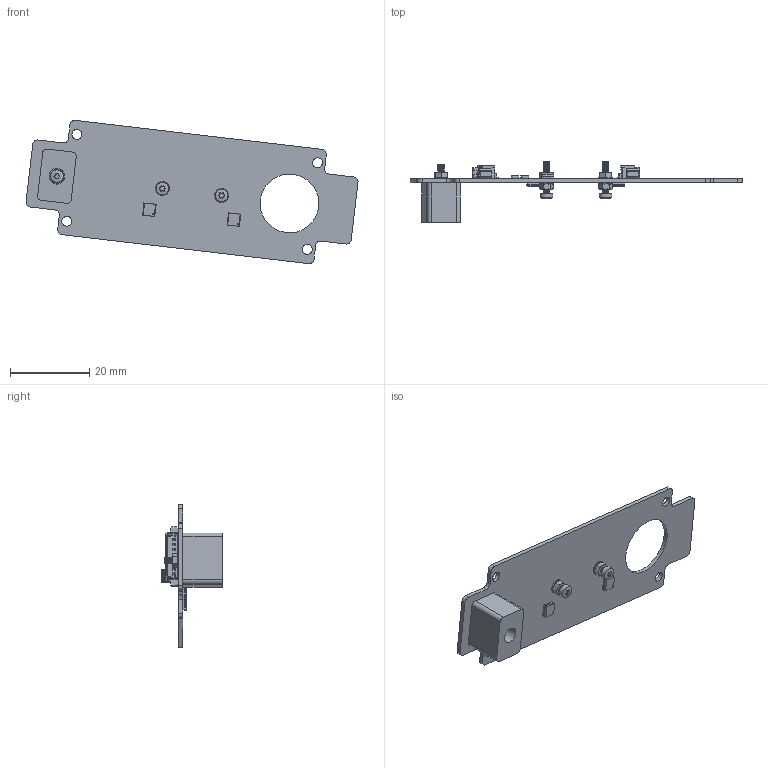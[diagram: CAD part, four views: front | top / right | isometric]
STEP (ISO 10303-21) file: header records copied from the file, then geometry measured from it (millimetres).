
FILE_DESCRIPTION(/* description */ (''),/* implementation_level */ '2;1');
FILE_NAME(/* name */ 'Placa B2 v2.stp',/* time_stamp */ '2020-06-16T00:18:17-04:00',/* author */ ('javic'),/* organization */ (''),/* preprocessor_version */ 'ST-DEVELOPER v18.1',/* originating_system */ 'Autodesk Inventor 2020',/* authorisation */ '');
FILE_SCHEMA (('AUTOMOTIVE_DESIGN { 1 0 10303 214 3 1 1 }'));
Length unit declared in the file: millimetre
Products named in the file (12): Placa B2 con componentes y soporte 2.0; Interstage B2; Resistencia 330 Ohm; Mosfet PMV16XNR; Sensor; Soporte v2; Soporte placa 2.0; Golilla M1.6  ; Tornillo M1.6 8 mm; Tuerca M1.6_2; Picoblade 8; Picoblade 2
Assembly tree (24 placements, depth 3):
  Placa B2 con componentes y soporte 2.0
    Interstage B2
    Resistencia 330 Ohm  x2
    Mosfet PMV16XNR
    Sensor  x2
    Golilla M1.6    x5
    Tuerca M1.6_2  x5
    Soporte v2
      Soporte placa 2.0
      Golilla M1.6  
      Tornillo M1.6 8 mm
    Tornillo M1.6 8 mm  x2
    Picoblade 8
    Picoblade 2
Bounding box: 83.64 x 15.46 x 36.09 mm (x, y, z)
Volume: 3356 mm3; surface area: 6252.3 mm2
Topology: 31 solids, 31 shells, 1146 faces, 3123 edges, 2110 vertices
Faces by surface type: plane 736, cylinder 307, cone 60, torus 24, bspline 16, sphere 3
Full cylindrical faces by diameter (mm): 0.155 x2, 0.163 x1, 1.139 x66, 1.538 x69, 1.6 x20, 1.7 x6, 1.8 x4, 2.5 x4, 3.2 x3, 3.5 x6, 4 x1, 14.8 x1
Entity records: 36015 total; most frequent: CARTESIAN_POINT 14513, ORIENTED_EDGE 4488, DIRECTION 4035, EDGE_CURVE 2244, LINE 1873, VECTOR 1873, VERTEX_POINT 1462, AXIS2_PLACEMENT_3D 1081
